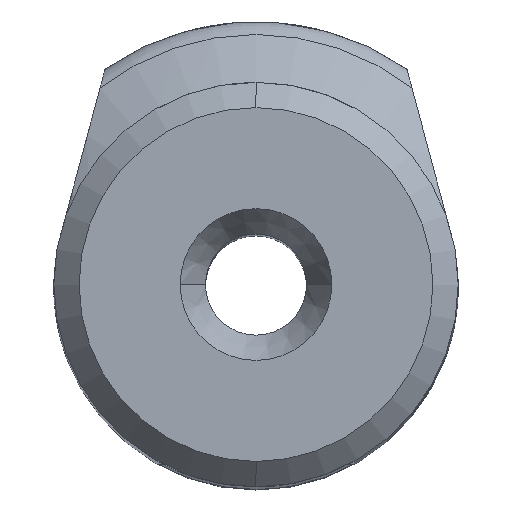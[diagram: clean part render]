
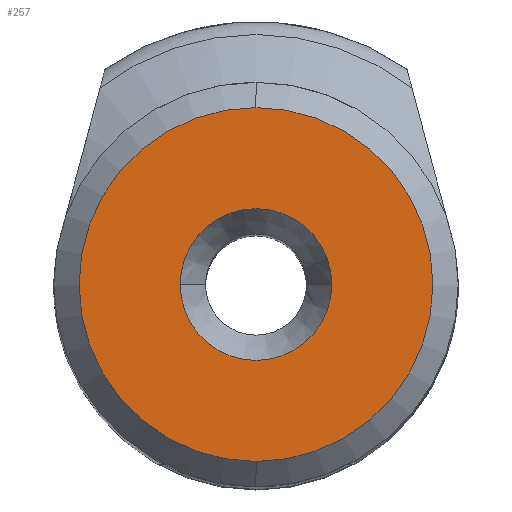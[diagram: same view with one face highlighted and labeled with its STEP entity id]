
A CAD part, top view. The second image highlights one B-rep face of the part: STEP entity #257.
In plain terms, the highlighted planar face has unit normal (0, 0, 1).
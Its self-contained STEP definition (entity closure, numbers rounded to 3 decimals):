
#33=PLANE('',#994);
#58=FACE_BOUND('',#356,.T.);
#59=FACE_BOUND('',#357,.T.);
#257=ADVANCED_FACE('',(#58,#59),#33,.T.);
#356=EDGE_LOOP('',(#550,#551));
#357=EDGE_LOOP('',(#552,#553));
#550=ORIENTED_EDGE('',*,*,#853,.T.);
#551=ORIENTED_EDGE('',*,*,#761,.T.);
#552=ORIENTED_EDGE('',*,*,#854,.F.);
#553=ORIENTED_EDGE('',*,*,#767,.F.);
#674=VERTEX_POINT('',#1551);
#675=VERTEX_POINT('',#1552);
#680=VERTEX_POINT('',#1563);
#681=VERTEX_POINT('',#1565);
#761=EDGE_CURVE('',#674,#675,#871,.T.);
#767=EDGE_CURVE('',#680,#681,#874,.T.);
#853=EDGE_CURVE('',#675,#674,#901,.T.);
#854=EDGE_CURVE('',#681,#680,#902,.T.);
#871=CIRCLE('',#940,7.);
#874=CIRCLE('',#944,3.);
#901=CIRCLE('',#992,7.);
#902=CIRCLE('',#993,3.);
#940=AXIS2_PLACEMENT_3D('',#1550,#1065,#1066);
#944=AXIS2_PLACEMENT_3D('',#1564,#1076,#1077);
#992=AXIS2_PLACEMENT_3D('',#1980,#1201,#1202);
#993=AXIS2_PLACEMENT_3D('',#1981,#1203,#1204);
#994=AXIS2_PLACEMENT_3D('',#1982,#1205,#1206);
#1065=DIRECTION('',(0.,0.,1.));
#1066=DIRECTION('',(0.,1.,0.));
#1076=DIRECTION('',(0.,0.,1.));
#1077=DIRECTION('',(1.,0.,0.));
#1201=DIRECTION('',(0.,0.,1.));
#1202=DIRECTION('',(0.,1.,0.));
#1203=DIRECTION('',(0.,0.,1.));
#1204=DIRECTION('',(1.,0.,0.));
#1205=DIRECTION('',(0.,0.,1.));
#1206=DIRECTION('',(-1.,0.,0.));
#1550=CARTESIAN_POINT('',(0.,0.,0.));
#1551=CARTESIAN_POINT('',(0.,7.,0.));
#1552=CARTESIAN_POINT('',(0.,-7.,0.));
#1563=CARTESIAN_POINT('',(-3.,0.,0.));
#1564=CARTESIAN_POINT('',(0.,0.,0.));
#1565=CARTESIAN_POINT('',(3.,0.,0.));
#1980=CARTESIAN_POINT('',(0.,0.,0.));
#1981=CARTESIAN_POINT('',(0.,0.,0.));
#1982=CARTESIAN_POINT('',(0.,10.5,0.));
